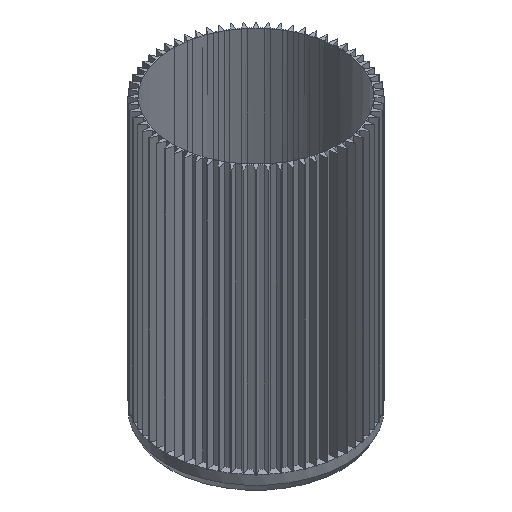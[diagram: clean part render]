
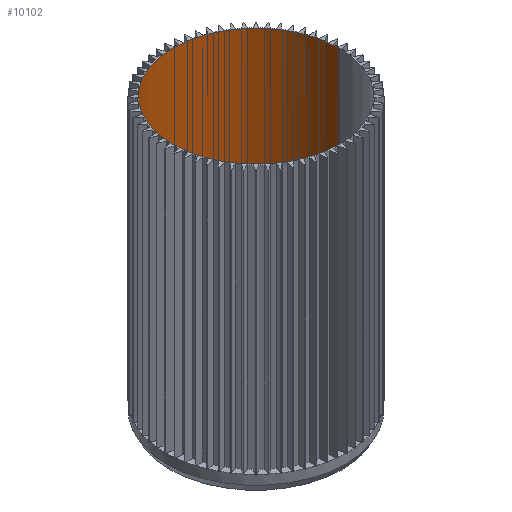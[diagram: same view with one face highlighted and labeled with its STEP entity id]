
A CAD part, isometric view. The second image highlights one B-rep face of the part: STEP entity #10102.
In plain terms, the highlighted cylindrical face has radius 60 mm (diameter 120 mm), a partial arc.
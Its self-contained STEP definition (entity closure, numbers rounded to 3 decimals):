
#6 = VERTEX_POINT ( 'NONE', #10520 ) ;
#83 = CARTESIAN_POINT ( 'NONE',  ( 60., 0., 7. ) ) ;
#99 = CIRCLE ( 'NONE', #8212, 60. ) ;
#252 = VERTEX_POINT ( 'NONE', #12151 ) ;
#359 = ORIENTED_EDGE ( 'NONE', *, *, #6987, .T. ) ;
#472 = VERTEX_POINT ( 'NONE', #5138 ) ;
#580 = DIRECTION ( 'NONE',  ( 0., 0., 1. ) ) ;
#621 = DIRECTION ( 'NONE',  ( 0., 0., 1. ) ) ;
#781 = DIRECTION ( 'NONE',  ( 1., 0., 0. ) ) ;
#977 = DIRECTION ( 'NONE',  ( 0., 0., 1. ) ) ;
#996 = FACE_OUTER_BOUND ( 'NONE', #13231, .T. ) ;
#1055 = ORIENTED_EDGE ( 'NONE', *, *, #4827, .F. ) ;
#1067 = DIRECTION ( 'NONE',  ( 0., 0., -1. ) ) ;
#1274 = CARTESIAN_POINT ( 'NONE',  ( 12.45, 58.694, 2. ) ) ;
#1392 = VERTEX_POINT ( 'NONE', #1274 ) ;
#1633 = ORIENTED_EDGE ( 'NONE', *, *, #11296, .F. ) ;
#1764 = ORIENTED_EDGE ( 'NONE', *, *, #1847, .F. ) ;
#1795 = CIRCLE ( 'NONE', #2928, 60. ) ;
#1806 = ORIENTED_EDGE ( 'NONE', *, *, #6009, .F. ) ;
#1847 = EDGE_CURVE ( 'NONE', #2851, #2706, #6285, .T. ) ;
#1873 = CARTESIAN_POINT ( 'NONE',  ( 0., 0., -5. ) ) ;
#1914 = VECTOR ( 'NONE', #8911, 1000. ) ;
#1990 = VECTOR ( 'NONE', #3050, 1000. ) ;
#2438 = VERTEX_POINT ( 'NONE', #10417 ) ;
#2634 = CARTESIAN_POINT ( 'NONE',  ( 12.45, 58.694, -5. ) ) ;
#2641 = CARTESIAN_POINT ( 'NONE',  ( -44.605, 40.129, 2. ) ) ;
#2706 = VERTEX_POINT ( 'NONE', #2634 ) ;
#2709 = LINE ( 'NONE', #13560, #13467 ) ;
#2761 = EDGE_CURVE ( 'NONE', #2851, #5888, #2709, .T. ) ;
#2851 = VERTEX_POINT ( 'NONE', #8259 ) ;
#2877 = DIRECTION ( 'NONE',  ( 1., 0., 0. ) ) ;
#2928 = AXIS2_PLACEMENT_3D ( 'NONE', #11448, #7010, #781 ) ;
#2977 = VERTEX_POINT ( 'NONE', #13273 ) ;
#3050 = DIRECTION ( 'NONE',  ( 0., 0., 1. ) ) ;
#3155 = DIRECTION ( 'NONE',  ( 0., 0., -1. ) ) ;
#3215 = EDGE_CURVE ( 'NONE', #2706, #1392, #7051, .T. ) ;
#3217 = CARTESIAN_POINT ( 'NONE',  ( -60., 0., 7. ) ) ;
#3412 = EDGE_CURVE ( 'NONE', #5639, #2977, #99, .T. ) ;
#3478 = AXIS2_PLACEMENT_3D ( 'NONE', #4661, #8820, #4733 ) ;
#3487 = DIRECTION ( 'NONE',  ( 1., 0., 0. ) ) ;
#3489 = AXIS2_PLACEMENT_3D ( 'NONE', #7419, #1067, #11796 ) ;
#3559 = CARTESIAN_POINT ( 'NONE',  ( 0., 0., 197. ) ) ;
#3571 = ORIENTED_EDGE ( 'NONE', *, *, #5971, .F. ) ;
#3607 = CARTESIAN_POINT ( 'NONE',  ( -60., 0., -5. ) ) ;
#3686 = EDGE_CURVE ( 'NONE', #10589, #11831, #10420, .T. ) ;
#3927 = DIRECTION ( 'NONE',  ( 0., 0., 1. ) ) ;
#3987 = VECTOR ( 'NONE', #5681, 1000. ) ;
#4315 = EDGE_CURVE ( 'NONE', #6, #472, #8634, .T. ) ;
#4324 = ORIENTED_EDGE ( 'NONE', *, *, #3686, .T. ) ;
#4604 = LINE ( 'NONE', #83, #1914 ) ;
#4661 = CARTESIAN_POINT ( 'NONE',  ( 0., 0., -5. ) ) ;
#4733 = DIRECTION ( 'NONE',  ( 1., 0., 0. ) ) ;
#4827 = EDGE_CURVE ( 'NONE', #2438, #7544, #13476, .T. ) ;
#4835 = ORIENTED_EDGE ( 'NONE', *, *, #7793, .F. ) ;
#4905 = AXIS2_PLACEMENT_3D ( 'NONE', #7044, #621, #2877 ) ;
#5138 = CARTESIAN_POINT ( 'NONE',  ( -12.45, 58.694, 2. ) ) ;
#5227 = CYLINDRICAL_SURFACE ( 'NONE', #3489, 60. ) ;
#5318 = CARTESIAN_POINT ( 'NONE',  ( 57.056, 18.565, 2. ) ) ;
#5494 = VECTOR ( 'NONE', #10595, 1000. ) ;
#5503 = CARTESIAN_POINT ( 'NONE',  ( -57.056, 18.565, -238. ) ) ;
#5619 = CARTESIAN_POINT ( 'NONE',  ( 0., 0., 2. ) ) ;
#5639 = VERTEX_POINT ( 'NONE', #2641 ) ;
#5681 = DIRECTION ( 'NONE',  ( 0., 0., 1. ) ) ;
#5888 = VERTEX_POINT ( 'NONE', #7776 ) ;
#5939 = CIRCLE ( 'NONE', #10891, 60. ) ;
#5971 = EDGE_CURVE ( 'NONE', #8065, #5888, #1795, .T. ) ;
#6009 = EDGE_CURVE ( 'NONE', #252, #11831, #8793, .T. ) ;
#6087 = DIRECTION ( 'NONE',  ( 1., 0., 0. ) ) ;
#6285 = CIRCLE ( 'NONE', #12381, 60. ) ;
#6472 = AXIS2_PLACEMENT_3D ( 'NONE', #5619, #8720, #12950 ) ;
#6546 = ORIENTED_EDGE ( 'NONE', *, *, #7245, .F. ) ;
#6616 = CARTESIAN_POINT ( 'NONE',  ( 0., 0., 2. ) ) ;
#6689 = DIRECTION ( 'NONE',  ( 0., 0., 1. ) ) ;
#6701 = CIRCLE ( 'NONE', #6472, 60. ) ;
#6987 = EDGE_CURVE ( 'NONE', #11014, #10589, #5939, .T. ) ;
#7010 = DIRECTION ( 'NONE',  ( 0., 0., 1. ) ) ;
#7044 = CARTESIAN_POINT ( 'NONE',  ( 0., 0., -5. ) ) ;
#7051 = LINE ( 'NONE', #8178, #10287 ) ;
#7245 = EDGE_CURVE ( 'NONE', #12109, #5639, #7691, .T. ) ;
#7267 = DIRECTION ( 'NONE',  ( 0., 0., 1. ) ) ;
#7419 = CARTESIAN_POINT ( 'NONE',  ( 0., 0., 7. ) ) ;
#7544 = VERTEX_POINT ( 'NONE', #9242 ) ;
#7691 = LINE ( 'NONE', #10661, #5494 ) ;
#7776 = CARTESIAN_POINT ( 'NONE',  ( 44.605, 40.129, 2. ) ) ;
#7793 = EDGE_CURVE ( 'NONE', #6, #12109, #8880, .T. ) ;
#7998 = DIRECTION ( 'NONE',  ( 0., 0., 1. ) ) ;
#8065 = VERTEX_POINT ( 'NONE', #5318 ) ;
#8178 = CARTESIAN_POINT ( 'NONE',  ( 12.45, 58.694, -238. ) ) ;
#8212 = AXIS2_PLACEMENT_3D ( 'NONE', #6616, #6689, #10929 ) ;
#8259 = CARTESIAN_POINT ( 'NONE',  ( 44.605, 40.129, -5. ) ) ;
#8331 = AXIS2_PLACEMENT_3D ( 'NONE', #11313, #580, #6087 ) ;
#8414 = ORIENTED_EDGE ( 'NONE', *, *, #10290, .F. ) ;
#8634 = LINE ( 'NONE', #11966, #3987 ) ;
#8720 = DIRECTION ( 'NONE',  ( 0., 0., 1. ) ) ;
#8793 = CIRCLE ( 'NONE', #8331, 60. ) ;
#8820 = DIRECTION ( 'NONE',  ( 0., 0., 1. ) ) ;
#8880 = CIRCLE ( 'NONE', #3478, 60. ) ;
#8904 = EDGE_CURVE ( 'NONE', #252, #2977, #11715, .T. ) ;
#8911 = DIRECTION ( 'NONE',  ( 0., 0., -1. ) ) ;
#8933 = VECTOR ( 'NONE', #977, 1000. ) ;
#9242 = CARTESIAN_POINT ( 'NONE',  ( 57.056, 18.565, -5. ) ) ;
#9847 = ORIENTED_EDGE ( 'NONE', *, *, #4315, .T. ) ;
#10068 = ORIENTED_EDGE ( 'NONE', *, *, #2761, .T. ) ;
#10102 = ADVANCED_FACE ( 'NONE', ( #996 ), #5227, .F. ) ;
#10287 = VECTOR ( 'NONE', #12426, 1000. ) ;
#10290 = EDGE_CURVE ( 'NONE', #11014, #2438, #4604, .T. ) ;
#10417 = CARTESIAN_POINT ( 'NONE',  ( 60., 0., -5. ) ) ;
#10420 = LINE ( 'NONE', #3217, #11586 ) ;
#10520 = CARTESIAN_POINT ( 'NONE',  ( -12.45, 58.694, -5. ) ) ;
#10589 = VERTEX_POINT ( 'NONE', #11080 ) ;
#10595 = DIRECTION ( 'NONE',  ( 0., 0., 1. ) ) ;
#10661 = CARTESIAN_POINT ( 'NONE',  ( -44.605, 40.129, -238. ) ) ;
#10778 = CARTESIAN_POINT ( 'NONE',  ( 60., 0., 197. ) ) ;
#10891 = AXIS2_PLACEMENT_3D ( 'NONE', #3559, #7998, #3487 ) ;
#10929 = DIRECTION ( 'NONE',  ( 1., 0., 0. ) ) ;
#11014 = VERTEX_POINT ( 'NONE', #10778 ) ;
#11080 = CARTESIAN_POINT ( 'NONE',  ( -60., 0., 197. ) ) ;
#11296 = EDGE_CURVE ( 'NONE', #7544, #8065, #11798, .T. ) ;
#11313 = CARTESIAN_POINT ( 'NONE',  ( 0., 0., -5. ) ) ;
#11448 = CARTESIAN_POINT ( 'NONE',  ( 0., 0., 2. ) ) ;
#11586 = VECTOR ( 'NONE', #3155, 1000. ) ;
#11628 = CARTESIAN_POINT ( 'NONE',  ( -44.605, 40.129, -5. ) ) ;
#11715 = LINE ( 'NONE', #5503, #8933 ) ;
#11796 = DIRECTION ( 'NONE',  ( -1., 0., 0. ) ) ;
#11798 = LINE ( 'NONE', #12996, #1990 ) ;
#11831 = VERTEX_POINT ( 'NONE', #3607 ) ;
#11966 = CARTESIAN_POINT ( 'NONE',  ( -12.45, 58.694, -238. ) ) ;
#12021 = ORIENTED_EDGE ( 'NONE', *, *, #3215, .F. ) ;
#12109 = VERTEX_POINT ( 'NONE', #11628 ) ;
#12151 = CARTESIAN_POINT ( 'NONE',  ( -57.056, 18.565, -5. ) ) ;
#12381 = AXIS2_PLACEMENT_3D ( 'NONE', #1873, #3927, #12669 ) ;
#12426 = DIRECTION ( 'NONE',  ( 0., 0., 1. ) ) ;
#12586 = ORIENTED_EDGE ( 'NONE', *, *, #8904, .T. ) ;
#12621 = EDGE_CURVE ( 'NONE', #1392, #472, #6701, .T. ) ;
#12669 = DIRECTION ( 'NONE',  ( 1., 0., 0. ) ) ;
#12950 = DIRECTION ( 'NONE',  ( 1., 0., 0. ) ) ;
#12996 = CARTESIAN_POINT ( 'NONE',  ( 57.056, 18.565, -238. ) ) ;
#13231 = EDGE_LOOP ( 'NONE', ( #8414, #359, #4324, #1806, #12586, #13288, #6546, #4835, #9847, #13697, #12021, #1764, #10068, #3571, #1633, #1055 ) ) ;
#13273 = CARTESIAN_POINT ( 'NONE',  ( -57.056, 18.565, 2. ) ) ;
#13288 = ORIENTED_EDGE ( 'NONE', *, *, #3412, .F. ) ;
#13467 = VECTOR ( 'NONE', #7267, 1000. ) ;
#13476 = CIRCLE ( 'NONE', #4905, 60. ) ;
#13560 = CARTESIAN_POINT ( 'NONE',  ( 44.605, 40.129, -238. ) ) ;
#13697 = ORIENTED_EDGE ( 'NONE', *, *, #12621, .F. ) ;
